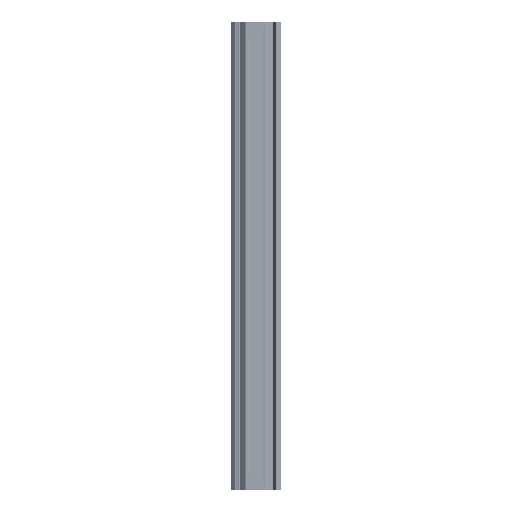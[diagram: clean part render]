
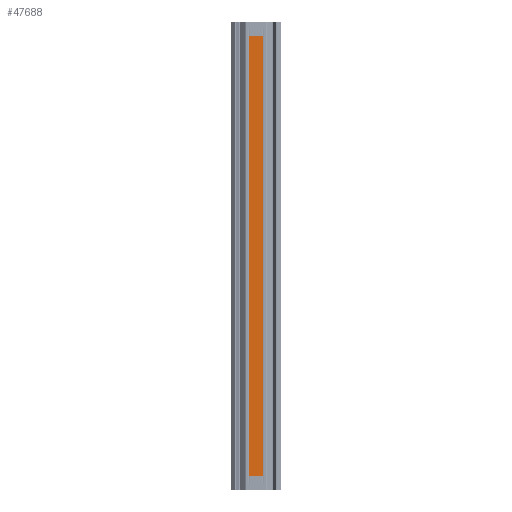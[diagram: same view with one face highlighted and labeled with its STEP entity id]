
A CAD part, top view. The second image highlights one B-rep face of the part: STEP entity #47688.
In plain terms, the highlighted planar face has unit normal (0, 0, 1).
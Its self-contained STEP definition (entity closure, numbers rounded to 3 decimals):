
#3640=PLANE('',#50430);
#5455=FACE_OUTER_BOUND('',#7952,.T.);
#7952=EDGE_LOOP('',(#34532,#34533,#34534,#34535));
#10866=LINE('',#67246,#15908);
#10869=LINE('',#67252,#15911);
#10872=LINE('',#67258,#15914);
#10875=LINE('',#67262,#15917);
#15908=VECTOR('',#54888,0.394);
#15911=VECTOR('',#54893,0.394);
#15914=VECTOR('',#54898,0.394);
#15917=VECTOR('',#54903,0.394);
#22227=VERTEX_POINT('',#67243);
#22228=VERTEX_POINT('',#67245);
#22230=VERTEX_POINT('',#67251);
#22232=VERTEX_POINT('',#67257);
#27045=EDGE_CURVE('',#22228,#22227,#10866,.T.);
#27048=EDGE_CURVE('',#22230,#22228,#10869,.T.);
#27051=EDGE_CURVE('',#22232,#22230,#10872,.T.);
#27054=EDGE_CURVE('',#22227,#22232,#10875,.T.);
#34532=ORIENTED_EDGE('',*,*,#27054,.T.);
#34533=ORIENTED_EDGE('',*,*,#27051,.T.);
#34534=ORIENTED_EDGE('',*,*,#27048,.T.);
#34535=ORIENTED_EDGE('',*,*,#27045,.T.);
#47688=ADVANCED_FACE('',(#5455),#3640,.T.);
#50430=AXIS2_PLACEMENT_3D('',#67264,#54906,#54907);
#54888=DIRECTION('',(0.,-1.,0.));
#54893=DIRECTION('',(-1.,0.,0.));
#54898=DIRECTION('',(0.,1.,0.));
#54903=DIRECTION('',(1.,0.,0.));
#54906=DIRECTION('center_axis',(0.,0.,1.));
#54907=DIRECTION('ref_axis',(1.,0.,0.));
#67243=CARTESIAN_POINT('',(-1.,0.,0.125));
#67245=CARTESIAN_POINT('',(-1.,23.25,0.125));
#67246=CARTESIAN_POINT('',(-1.,0.,0.125));
#67251=CARTESIAN_POINT('',(0.,23.25,0.125));
#67252=CARTESIAN_POINT('',(-1.,23.25,0.125));
#67257=CARTESIAN_POINT('',(0.,0.,0.125));
#67258=CARTESIAN_POINT('',(0.,23.25,0.125));
#67262=CARTESIAN_POINT('',(0.,0.,0.125));
#67264=CARTESIAN_POINT('Origin',(-0.5,11.625,0.125));
